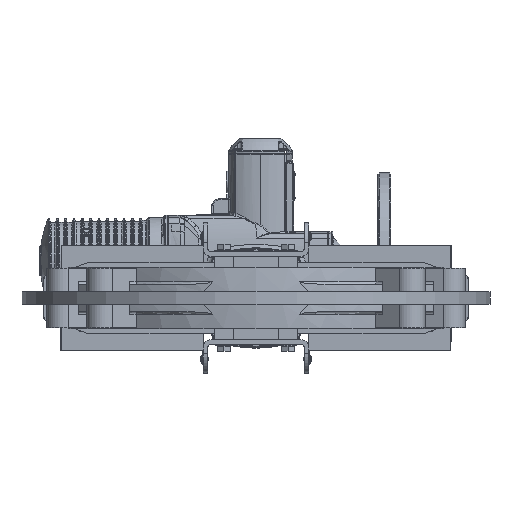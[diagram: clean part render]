
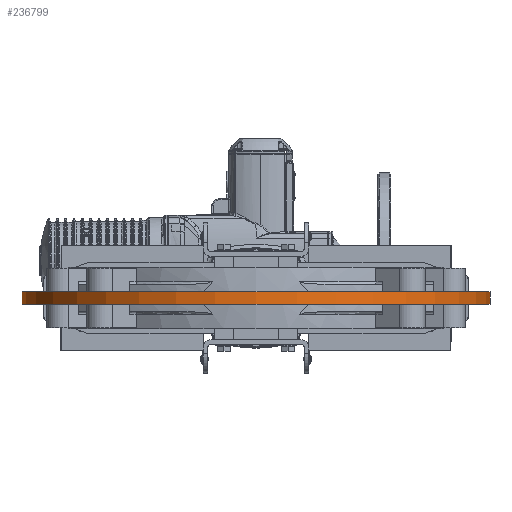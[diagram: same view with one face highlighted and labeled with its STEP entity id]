
A CAD part, front view. The second image highlights one B-rep face of the part: STEP entity #236799.
In plain terms, the highlighted cylindrical face has radius 420 mm (diameter 840 mm), a partial arc.
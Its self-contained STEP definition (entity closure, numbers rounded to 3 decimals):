
#37294 = LINE ( 'NONE', #50730, #199554 ) ;
#37310 = LINE ( 'NONE', #65262, #199807 ) ;
#50730 = CARTESIAN_POINT ( 'NONE',  ( 420., 0., -11. ) ) ;
#50731 = DIRECTION ( 'NONE',  ( 0., 0., 1. ) ) ;
#50763 = CARTESIAN_POINT ( 'NONE',  ( 0., 0., -11. ) ) ;
#50764 = DIRECTION ( 'NONE',  ( 0., 0., 1. ) ) ;
#50765 = DIRECTION ( 'NONE',  ( 1., 0., 0. ) ) ;
#65262 = CARTESIAN_POINT ( 'NONE',  ( -420., 0., -11. ) ) ;
#65264 = DIRECTION ( 'NONE',  ( 0., 0., 1. ) ) ;
#65266 = CARTESIAN_POINT ( 'NONE',  ( 0., 0., 11. ) ) ;
#65268 = DIRECTION ( 'NONE',  ( 0., 0., 1. ) ) ;
#65270 = DIRECTION ( 'NONE',  ( 1., 0., 0. ) ) ;
#72041 = EDGE_CURVE ( 'NONE', #258261, #258268, #37294, .T. ) ;
#72048 = EDGE_CURVE ( 'NONE', #258256, #258261, #200111, .T. ) ;
#72062 = EDGE_CURVE ( 'NONE', #258256, #258257, #37310, .T. ) ;
#72063 = EDGE_CURVE ( 'NONE', #258257, #258268, #200241, .T. ) ;
#80223 = CARTESIAN_POINT ( 'NONE',  ( 0., 0., -11. ) ) ;
#80224 = DIRECTION ( 'NONE',  ( 0., 0., 1. ) ) ;
#80225 = DIRECTION ( 'NONE',  ( 1., 0., 0. ) ) ;
#157194 = CARTESIAN_POINT ( 'NONE',  ( -420., 0., -11. ) ) ;
#157195 = CARTESIAN_POINT ( 'NONE',  ( -420., 0., 11. ) ) ;
#157201 = AXIS2_PLACEMENT_3D ( 'NONE', #80223, #80224, #80225 ) ;
#157203 = CARTESIAN_POINT ( 'NONE',  ( 420., 0., -11. ) ) ;
#157218 = CARTESIAN_POINT ( 'NONE',  ( 420., 0., 11. ) ) ;
#178148 = FACE_OUTER_BOUND ( 'NONE', #181898, .T. ) ;
#178169 = CYLINDRICAL_SURFACE ( 'NONE', #157201, 420. ) ;
#181898 = EDGE_LOOP ( 'NONE', ( #274580, #274613, #274615, #274621 ) ) ;
#199554 = VECTOR ( 'NONE', #50731, 1000. ) ;
#199705 = AXIS2_PLACEMENT_3D ( 'NONE', #65266, #65268, #65270 ) ;
#199807 = VECTOR ( 'NONE', #65264, 1000. ) ;
#200111 = CIRCLE ( 'NONE', #200208, 420. ) ;
#200208 = AXIS2_PLACEMENT_3D ( 'NONE', #50763, #50764, #50765 ) ;
#200241 = CIRCLE ( 'NONE', #199705, 420. ) ;
#236799 = ADVANCED_FACE ( 'NONE', ( #178148 ), #178169, .T. ) ;
#258256 = VERTEX_POINT ( 'NONE', #157194 ) ;
#258257 = VERTEX_POINT ( 'NONE', #157195 ) ;
#258261 = VERTEX_POINT ( 'NONE', #157203 ) ;
#258268 = VERTEX_POINT ( 'NONE', #157218 ) ;
#274580 = ORIENTED_EDGE ( 'NONE', *, *, #72062, .F. ) ;
#274613 = ORIENTED_EDGE ( 'NONE', *, *, #72048, .T. ) ;
#274615 = ORIENTED_EDGE ( 'NONE', *, *, #72041, .T. ) ;
#274621 = ORIENTED_EDGE ( 'NONE', *, *, #72063, .F. ) ;
